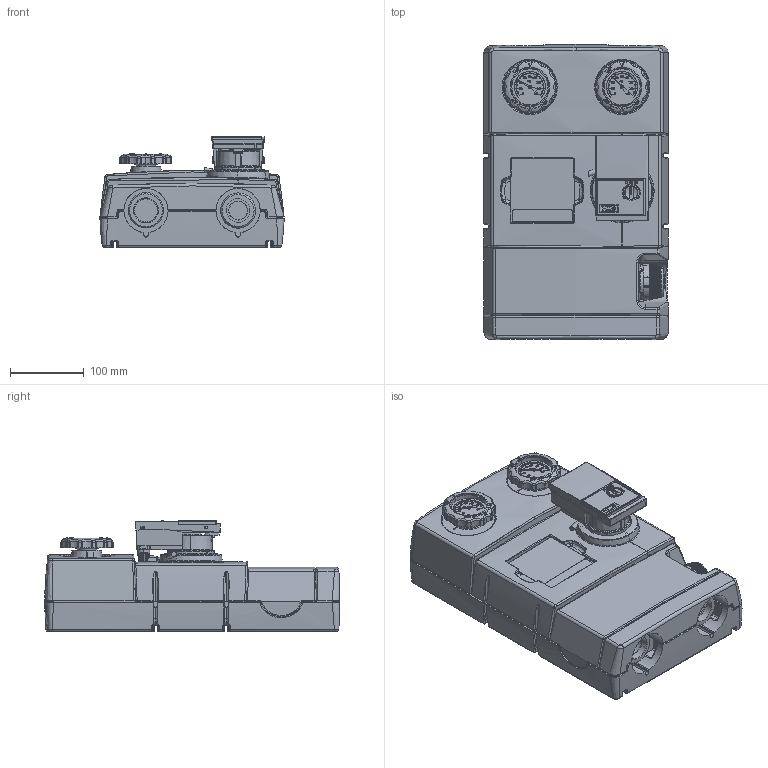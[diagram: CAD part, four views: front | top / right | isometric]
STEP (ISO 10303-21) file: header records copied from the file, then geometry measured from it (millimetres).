
FILE_DESCRIPTION(('CATIA V5 STEP Exchange'),'2;1');
FILE_NAME('61020100 GFA111.stp','2015-12-28T09:52:59+00:00',('none'),('none'),'CATIA Version 5 Release 20 SP 6 (IN-10)','CATIA V5 STEP AP214','none');
FILE_SCHEMA(('AUTOMOTIVE_DESIGN { 1 0 10303 214 1 1 1 1 }'));
Length unit declared in the file: millimetre
Products named in the file (1): GFA111_AllCATPart
Bounding box: 249.94 x 400.18 x 149.75 mm (x, y, z)
Volume: 8710816.1 mm3; surface area: 600493.1 mm2
Topology: 2 solids, 46 shells, 7473 faces, 20095 edges, 12988 vertices
Faces by surface type: plane 3257, bspline 1655, cylinder 1273, torus 512, cone 436, sphere 195, revolution 139, extrusion 6
Entity records: 359441 total; most frequent: CARTESIAN_POINT 167917, ORIENTED_EDGE 39790, DIRECTION 19991, EDGE_CURVE 19895, VERTEX_POINT 12968, B_SPLINE_CURVE_WITH_KNOTS 9093, AXIS2_PLACEMENT_3D 8022, EDGE_LOOP 8009
